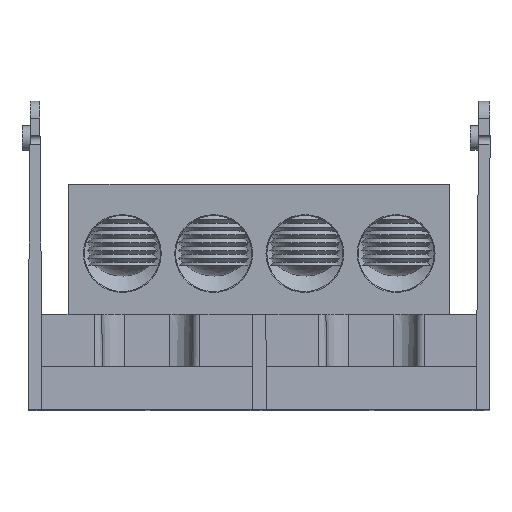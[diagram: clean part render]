
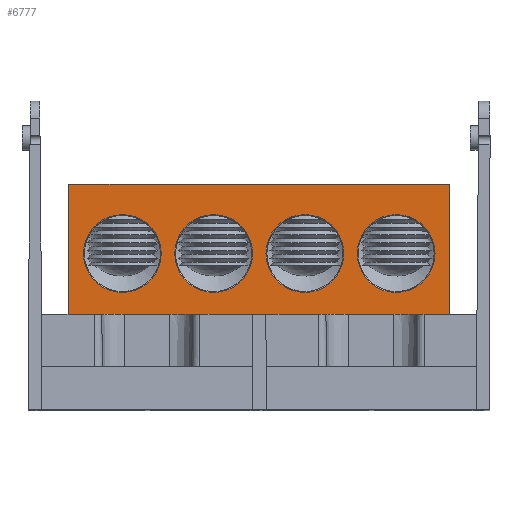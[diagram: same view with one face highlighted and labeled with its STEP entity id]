
A CAD part, top view. The second image highlights one B-rep face of the part: STEP entity #6777.
In plain terms, the highlighted planar face has unit normal (0, 0, 1).
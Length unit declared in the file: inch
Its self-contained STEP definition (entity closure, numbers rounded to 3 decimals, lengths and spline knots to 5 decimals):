
#120 = EDGE_LOOP ( 'NONE', ( #28150 ) ) ;
#270 = CARTESIAN_POINT ( 'NONE',  ( -0.7325, 1.8, 1.75 ) ) ;
#1988 = CIRCLE ( 'NONE', #4778, 0.4475 ) ;
#4603 = DIRECTION ( 'NONE',  ( 0., 0., -1. ) ) ;
#4778 = AXIS2_PLACEMENT_3D ( 'NONE', #36961, #10884, #41383 ) ;
#5017 = CARTESIAN_POINT ( 'NONE',  ( 3.48, 1.1, 1.75 ) ) ;
#6097 = DIRECTION ( 'NONE',  ( 0., 0., -1. ) ) ;
#6536 = CARTESIAN_POINT ( 'NONE',  ( 1.815, 1.8, 1.75 ) ) ;
#6541 = LINE ( 'NONE', #24790, #16726 ) ;
#6777 = ADVANCED_FACE ( 'NONE', ( #54817, #13910, #24842, #47441, #19983 ), #51544, .F. ) ;
#7709 = DIRECTION ( 'NONE',  ( -1., 0., 0. ) ) ;
#8141 = VECTOR ( 'NONE', #7709, 39.37008 ) ;
#8309 = DIRECTION ( 'NONE',  ( 0., -1., 0. ) ) ;
#10884 = DIRECTION ( 'NONE',  ( 0., 0., -1. ) ) ;
#10885 = DIRECTION ( 'NONE',  ( -1., 0., 0. ) ) ;
#10901 = AXIS2_PLACEMENT_3D ( 'NONE', #6536, #36963, #10885 ) ;
#12255 = VERTEX_POINT ( 'NONE', #29341 ) ;
#12935 = ORIENTED_EDGE ( 'NONE', *, *, #20770, .T. ) ;
#12983 = AXIS2_PLACEMENT_3D ( 'NONE', #30594, #4603, #35005 ) ;
#13910 = FACE_BOUND ( 'NONE', #50358, .T. ) ;
#14032 = CARTESIAN_POINT ( 'NONE',  ( -0.9, 1.1, 1.75 ) ) ;
#16726 = VECTOR ( 'NONE', #55302, 39.37008 ) ;
#17055 = VERTEX_POINT ( 'NONE', #44867 ) ;
#18359 = EDGE_CURVE ( 'NONE', #42973, #27141, #32863, .T. ) ;
#19983 = FACE_OUTER_BOUND ( 'NONE', #35941, .T. ) ;
#20770 = EDGE_CURVE ( 'NONE', #26542, #26542, #32232, .T. ) ;
#21220 = DIRECTION ( 'NONE',  ( 0., 0., -1. ) ) ;
#21350 = VECTOR ( 'NONE', #22816, 39.37008 ) ;
#21806 = EDGE_CURVE ( 'NONE', #40912, #17055, #39705, .T. ) ;
#22816 = DIRECTION ( 'NONE',  ( 0., -1., 0. ) ) ;
#22857 = ORIENTED_EDGE ( 'NONE', *, *, #43496, .T. ) ;
#23187 = EDGE_CURVE ( 'NONE', #12255, #12255, #1988, .T. ) ;
#24764 = EDGE_LOOP ( 'NONE', ( #12935 ) ) ;
#24790 = CARTESIAN_POINT ( 'NONE',  ( 3.48, 2.6, 1.75 ) ) ;
#24842 = FACE_BOUND ( 'NONE', #24764, .T. ) ;
#26542 = VERTEX_POINT ( 'NONE', #33536 ) ;
#26751 = CARTESIAN_POINT ( 'NONE',  ( -0.9, 1.1, 1.75 ) ) ;
#27141 = VERTEX_POINT ( 'NONE', #26751 ) ;
#27273 = ORIENTED_EDGE ( 'NONE', *, *, #54644, .T. ) ;
#28150 = ORIENTED_EDGE ( 'NONE', *, *, #23187, .T. ) ;
#29341 = CARTESIAN_POINT ( 'NONE',  ( 2.4175, 1.8, 1.75 ) ) ;
#30343 = ORIENTED_EDGE ( 'NONE', *, *, #21806, .F. ) ;
#30594 = CARTESIAN_POINT ( 'NONE',  ( 0.765, 1.8, 1.75 ) ) ;
#32112 = CARTESIAN_POINT ( 'NONE',  ( -0.285, 1.8, 1.75 ) ) ;
#32232 = CIRCLE ( 'NONE', #12983, 0.4475 ) ;
#32863 = LINE ( 'NONE', #14032, #21350 ) ;
#33536 = CARTESIAN_POINT ( 'NONE',  ( 0.3175, 1.8, 1.75 ) ) ;
#33753 = CARTESIAN_POINT ( 'NONE',  ( 3.48, 1.1, 1.75 ) ) ;
#35005 = DIRECTION ( 'NONE',  ( -1., 0., 0. ) ) ;
#35941 = EDGE_LOOP ( 'NONE', ( #36096, #44659, #30343, #40736 ) ) ;
#35956 = CARTESIAN_POINT ( 'NONE',  ( 1.3675, 1.8, 1.75 ) ) ;
#36096 = ORIENTED_EDGE ( 'NONE', *, *, #18359, .T. ) ;
#36521 = DIRECTION ( 'NONE',  ( -1., 0., 0. ) ) ;
#36961 = CARTESIAN_POINT ( 'NONE',  ( 2.865, 1.8, 1.75 ) ) ;
#36963 = DIRECTION ( 'NONE',  ( 0., 0., -1. ) ) ;
#39058 = AXIS2_PLACEMENT_3D ( 'NONE', #47366, #21220, #51740 ) ;
#39705 = LINE ( 'NONE', #5017, #51330 ) ;
#40736 = ORIENTED_EDGE ( 'NONE', *, *, #43047, .T. ) ;
#40912 = VERTEX_POINT ( 'NONE', #51848 ) ;
#41383 = DIRECTION ( 'NONE',  ( -1., 0., 0. ) ) ;
#41526 = LINE ( 'NONE', #33753, #8141 ) ;
#42973 = VERTEX_POINT ( 'NONE', #55384 ) ;
#43047 = EDGE_CURVE ( 'NONE', #40912, #42973, #6541, .T. ) ;
#43496 = EDGE_CURVE ( 'NONE', #44263, #44263, #49210, .T. ) ;
#44263 = VERTEX_POINT ( 'NONE', #270 ) ;
#44659 = ORIENTED_EDGE ( 'NONE', *, *, #52803, .F. ) ;
#44867 = CARTESIAN_POINT ( 'NONE',  ( 3.48, 1.1, 1.75 ) ) ;
#47366 = CARTESIAN_POINT ( 'NONE',  ( 3.48, 1.1, 1.75 ) ) ;
#47441 = FACE_BOUND ( 'NONE', #50539, .T. ) ;
#48315 = VERTEX_POINT ( 'NONE', #35956 ) ;
#49210 = CIRCLE ( 'NONE', #54097, 0.4475 ) ;
#50358 = EDGE_LOOP ( 'NONE', ( #27273 ) ) ;
#50539 = EDGE_LOOP ( 'NONE', ( #22857 ) ) ;
#51330 = VECTOR ( 'NONE', #8309, 39.37008 ) ;
#51544 = PLANE ( 'NONE',  #39058 ) ;
#51740 = DIRECTION ( 'NONE',  ( -1., 0., 0. ) ) ;
#51848 = CARTESIAN_POINT ( 'NONE',  ( 3.48, 2.6, 1.75 ) ) ;
#52705 = CIRCLE ( 'NONE', #10901, 0.4475 ) ;
#52803 = EDGE_CURVE ( 'NONE', #17055, #27141, #41526, .T. ) ;
#54097 = AXIS2_PLACEMENT_3D ( 'NONE', #32112, #6097, #36521 ) ;
#54644 = EDGE_CURVE ( 'NONE', #48315, #48315, #52705, .T. ) ;
#54817 = FACE_BOUND ( 'NONE', #120, .T. ) ;
#55302 = DIRECTION ( 'NONE',  ( -1., 0., 0. ) ) ;
#55384 = CARTESIAN_POINT ( 'NONE',  ( -0.9, 2.6, 1.75 ) ) ;
